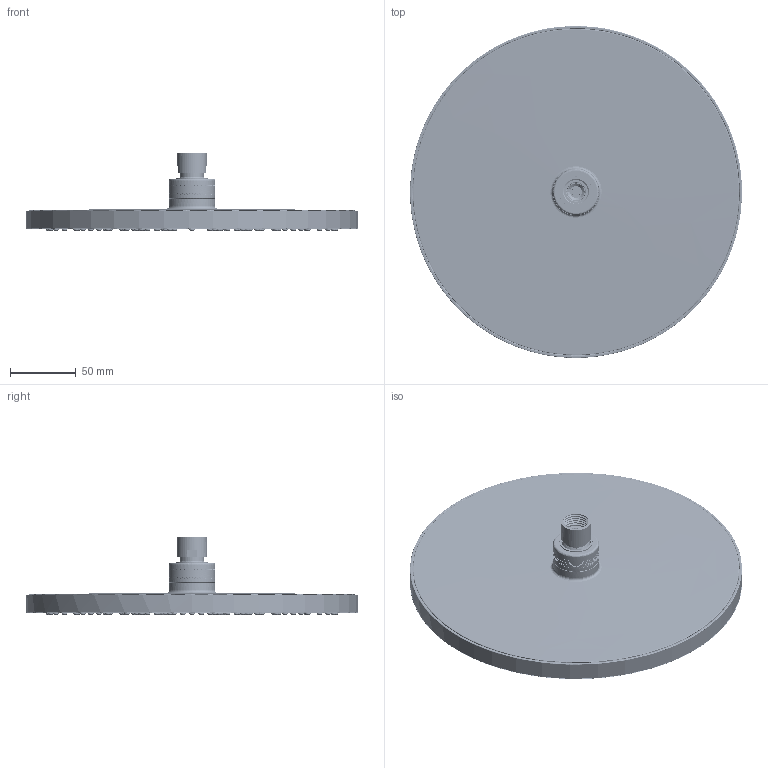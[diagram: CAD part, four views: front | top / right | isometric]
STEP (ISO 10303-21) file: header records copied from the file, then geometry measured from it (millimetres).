
FILE_DESCRIPTION(/* description */ (''),/* implementation_level */ '2;1');
FILE_NAME(/* name */ 'STEP - A5B229E..A_14961',/* time_stamp */ '2024-10-15T11:49:01+11:00',/* author */ (''),/* organization */ (''),/* preprocessor_version */ 'ST-DEVELOPER v16.5',/* originating_system */ 'Rhino 7.37',/* authorisation */ '');
FILE_SCHEMA (('CONFIG_CONTROL_DESIGN'));
Products named in the file (10): Document; P26500_ASM; P26500-001; P26500-002; P26500-006_ASM; P26500-004; P10202-024; P50101-006; P10100-003; 30100069
Assembly tree (9 placements, depth 4):
  Document
    P26500_ASM
      P26500-001
      P26500-002
      P26500-006_ASM
        P26500-004
      P10202-024
      P50101-006
      P10100-003
      30100069
Bounding box: 252 x 251.95 x 59.1 mm (x, y, z)
Volume: 327813.7 mm3; surface area: 290801 mm2
Topology: 8 solids, 8 shells, 7843 faces, 18928 edges, 12187 vertices
Faces by surface type: plane 4268, bspline 1954, cylinder 1621
Entity records: 307552 total; most frequent: CARTESIAN_POINT 181405, ORIENTED_EDGE 37840, EDGE_CURVE 18920, VERTEX_POINT 12187, B_SPLINE_CURVE_WITH_KNOTS 11709, EDGE_LOOP 9487, ADVANCED_FACE 7843, FACE_OUTER_BOUND 7843
